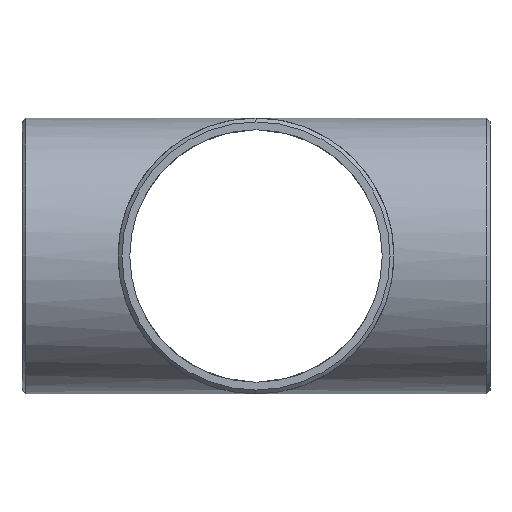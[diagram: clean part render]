
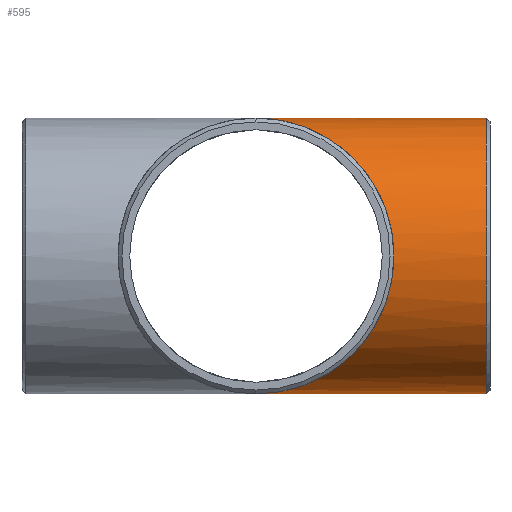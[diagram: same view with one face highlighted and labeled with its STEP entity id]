
A CAD part, left-side view. The second image highlights one B-rep face of the part: STEP entity #595.
In plain terms, the highlighted cylindrical face has radius 84.138 mm (diameter 168.275 mm), a partial arc.
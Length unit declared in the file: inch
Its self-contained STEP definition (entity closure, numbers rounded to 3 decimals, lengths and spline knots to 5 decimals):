
#26 = ORIENTED_EDGE ( 'NONE', *, *, #392, .F. ) ;
#28 = ORIENTED_EDGE ( 'NONE', *, *, #134, .T. ) ;
#30 = LINE ( 'NONE', #520, #299 ) ;
#33 = AXIS2_PLACEMENT_3D ( 'NONE', #385, #505, #326 ) ;
#55 = CARTESIAN_POINT ( 'NONE',  ( 0., 0., -3.3125 ) ) ;
#63 = CARTESIAN_POINT ( 'NONE',  ( 0., -5.52667, -3.3125 ) ) ;
#96 = VERTEX_POINT ( 'NONE', #352 ) ;
#120 = CARTESIAN_POINT ( 'NONE',  ( 0., 0., -3.3125 ) ) ;
#128 = EDGE_LOOP ( 'NONE', ( #440, #28, #26, #390 ) ) ;
#134 = EDGE_CURVE ( 'NONE', #96, #681, #164, .T. ) ;
#159 = DIRECTION ( 'NONE',  ( 0., 0., -1. ) ) ;
#164 = LINE ( 'NONE', #403, #504 ) ;
#195 = CARTESIAN_POINT ( 'NONE',  ( -6.625, -6.625, -3.3125 ) ) ;
#211 = AXIS2_PLACEMENT_3D ( 'NONE', #717, #343, #159 ) ;
#227 = VERTEX_POINT ( 'NONE', #55 ) ;
#299 = VECTOR ( 'NONE', #402, 39.37008 ) ;
#326 = DIRECTION ( 'NONE',  ( 0., 0., -1. ) ) ;
#329 =( BOUNDED_CURVE ( )  B_SPLINE_CURVE ( 3, ( #120, #195, #490, #371 ),
 .UNSPECIFIED., .F., .T. ) 
 B_SPLINE_CURVE_WITH_KNOTS ( ( 4, 4 ),
 ( 4.71239, 7.85398 ),
 .UNSPECIFIED. ) 
 CURVE ( )  GEOMETRIC_REPRESENTATION_ITEM ( )  RATIONAL_B_SPLINE_CURVE ( ( 1., 0.333, 0.333, 1. ) ) 
 REPRESENTATION_ITEM ( '' )  );
#335 = CARTESIAN_POINT ( 'NONE',  ( 0., 0., 3.3125 ) ) ;
#343 = DIRECTION ( 'NONE',  ( 0., 1., 0. ) ) ;
#347 = DIRECTION ( 'NONE',  ( 0., 1., 0. ) ) ;
#352 = CARTESIAN_POINT ( 'NONE',  ( 0., -5.52667, 3.3125 ) ) ;
#371 = CARTESIAN_POINT ( 'NONE',  ( 0., 0., 3.3125 ) ) ;
#376 = VERTEX_POINT ( 'NONE', #63 ) ;
#385 = CARTESIAN_POINT ( 'NONE',  ( 0., -5.52667, 0. ) ) ;
#390 = ORIENTED_EDGE ( 'NONE', *, *, #608, .F. ) ;
#392 = EDGE_CURVE ( 'NONE', #227, #681, #329, .T. ) ;
#402 = DIRECTION ( 'NONE',  ( 0., 1., 0. ) ) ;
#403 = CARTESIAN_POINT ( 'NONE',  ( 0., -5.62, 3.3125 ) ) ;
#440 = ORIENTED_EDGE ( 'NONE', *, *, #500, .T. ) ;
#450 = CYLINDRICAL_SURFACE ( 'NONE', #211, 3.3125 ) ;
#482 = CIRCLE ( 'NONE', #33, 3.3125 ) ;
#490 = CARTESIAN_POINT ( 'NONE',  ( -6.625, -6.625, 3.3125 ) ) ;
#500 = EDGE_CURVE ( 'NONE', #376, #96, #482, .T. ) ;
#504 = VECTOR ( 'NONE', #347, 39.37008 ) ;
#505 = DIRECTION ( 'NONE',  ( 0., 1., 0. ) ) ;
#520 = CARTESIAN_POINT ( 'NONE',  ( 0., -5.62, -3.3125 ) ) ;
#586 = FACE_OUTER_BOUND ( 'NONE', #128, .T. ) ;
#595 = ADVANCED_FACE ( 'NONE', ( #586 ), #450, .T. ) ;
#608 = EDGE_CURVE ( 'NONE', #376, #227, #30, .T. ) ;
#681 = VERTEX_POINT ( 'NONE', #335 ) ;
#717 = CARTESIAN_POINT ( 'NONE',  ( 0., -5.62, 0. ) ) ;
